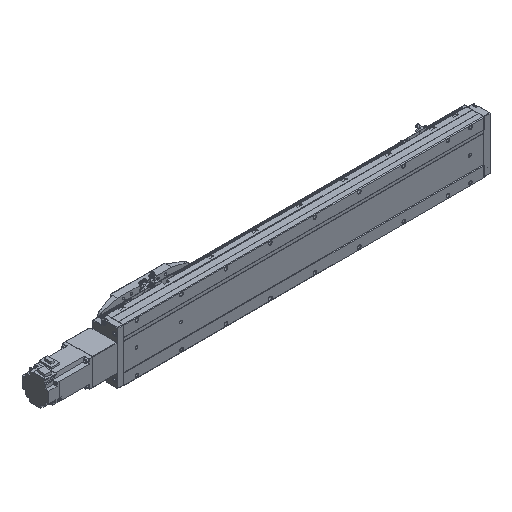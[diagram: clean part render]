
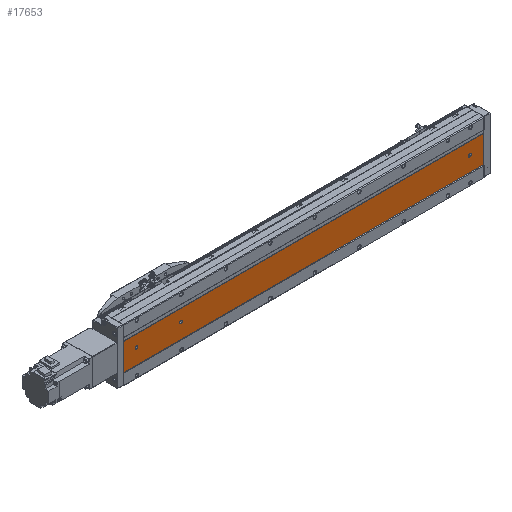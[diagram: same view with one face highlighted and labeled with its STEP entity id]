
A CAD part, isometric view. The second image highlights one B-rep face of the part: STEP entity #17653.
In plain terms, the highlighted planar face has unit normal (0, -1, 0).
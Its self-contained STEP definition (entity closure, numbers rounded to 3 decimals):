
#375 = EDGE_CURVE ( 'NONE', #11035, #18517, #3277, .T. ) ;
#473 = CARTESIAN_POINT ( 'NONE',  ( 130., 1., 0. ) ) ;
#748 = EDGE_CURVE ( 'NONE', #5051, #11035, #1610, .T. ) ;
#1610 = CIRCLE ( 'NONE', #19147, 3. ) ;
#1827 = VERTEX_POINT ( 'NONE', #25338 ) ;
#2213 = CARTESIAN_POINT ( 'NONE',  ( 130., 1., 0. ) ) ;
#2312 = DIRECTION ( 'NONE',  ( 0., -1., 0. ) ) ;
#2318 = AXIS2_PLACEMENT_3D ( 'NONE', #2213, #5429, #19389 ) ;
#2323 = EDGE_CURVE ( 'NONE', #33816, #12505, #44682, .T. ) ;
#2385 = LINE ( 'NONE', #23185, #18099 ) ;
#2549 = CARTESIAN_POINT ( 'NONE',  ( 781., 1., 0. ) ) ;
#2665 = PLANE ( 'NONE',  #42884 ) ;
#3277 = LINE ( 'NONE', #23855, #39887 ) ;
#4810 = EDGE_CURVE ( 'NONE', #32277, #1827, #2385, .T. ) ;
#4946 = ORIENTED_EDGE ( 'NONE', *, *, #2323, .F. ) ;
#5051 = VERTEX_POINT ( 'NONE', #22244 ) ;
#5429 = DIRECTION ( 'NONE',  ( 0., -1., 0. ) ) ;
#6109 = LINE ( 'NONE', #30561, #20613 ) ;
#6325 = ORIENTED_EDGE ( 'NONE', *, *, #6762, .F. ) ;
#6469 = DIRECTION ( 'NONE',  ( -1., 0., 0. ) ) ;
#6762 = EDGE_CURVE ( 'NONE', #1827, #7942, #42054, .T. ) ;
#6872 = CARTESIAN_POINT ( 'NONE',  ( 30., 1., 0. ) ) ;
#7942 = VERTEX_POINT ( 'NONE', #10119 ) ;
#7964 = ORIENTED_EDGE ( 'NONE', *, *, #25256, .F. ) ;
#8864 = CIRCLE ( 'NONE', #22731, 3. ) ;
#9989 = DIRECTION ( 'NONE',  ( 1., 0., 0. ) ) ;
#10079 = DIRECTION ( 'NONE',  ( 0., 0., 1. ) ) ;
#10119 = CARTESIAN_POINT ( 'NONE',  ( 0., 1., -34. ) ) ;
#10330 = ORIENTED_EDGE ( 'NONE', *, *, #38271, .T. ) ;
#10521 = DIRECTION ( 'NONE',  ( -1., 0., 0. ) ) ;
#10772 = DIRECTION ( 'NONE',  ( 0., -1., 0. ) ) ;
#10868 = ORIENTED_EDGE ( 'NONE', *, *, #748, .F. ) ;
#11035 = VERTEX_POINT ( 'NONE', #28575 ) ;
#11145 = VECTOR ( 'NONE', #26836, 1000. ) ;
#11581 = CARTESIAN_POINT ( 'NONE',  ( 0., 1., 26.542 ) ) ;
#11661 = ORIENTED_EDGE ( 'NONE', *, *, #36200, .F. ) ;
#12022 = LINE ( 'NONE', #11581, #44587 ) ;
#12505 = VERTEX_POINT ( 'NONE', #16890 ) ;
#12698 = DIRECTION ( 'NONE',  ( 0., -1., 0. ) ) ;
#12744 = DIRECTION ( 'NONE',  ( 1., 0., 0. ) ) ;
#13349 = LINE ( 'NONE', #44430, #11145 ) ;
#14012 = CIRCLE ( 'NONE', #2318, 3. ) ;
#14516 = CARTESIAN_POINT ( 'NONE',  ( 811., 1., 26.542 ) ) ;
#14651 = DIRECTION ( 'NONE',  ( 0., -1., 0. ) ) ;
#15526 = CIRCLE ( 'NONE', #43990, 3. ) ;
#15727 = DIRECTION ( 'NONE',  ( 0., 1., 0. ) ) ;
#16268 = ORIENTED_EDGE ( 'NONE', *, *, #26113, .F. ) ;
#16890 = CARTESIAN_POINT ( 'NONE',  ( 30., 1., -3. ) ) ;
#17382 = CARTESIAN_POINT ( 'NONE',  ( 811., 1., -34. ) ) ;
#17653 = ADVANCED_FACE ( 'NONE', ( #19141, #44037, #33078, #22790 ), #2665, .F. ) ;
#18099 = VECTOR ( 'NONE', #26380, 1000. ) ;
#18321 = CIRCLE ( 'NONE', #43860, 3. ) ;
#18517 = VERTEX_POINT ( 'NONE', #20109 ) ;
#19141 = FACE_OUTER_BOUND ( 'NONE', #41013, .T. ) ;
#19147 = AXIS2_PLACEMENT_3D ( 'NONE', #2549, #2312, #10079 ) ;
#19389 = DIRECTION ( 'NONE',  ( 0., 0., 1. ) ) ;
#19530 = ORIENTED_EDGE ( 'NONE', *, *, #4810, .F. ) ;
#19806 = CARTESIAN_POINT ( 'NONE',  ( 811., 1., 26.542 ) ) ;
#20109 = CARTESIAN_POINT ( 'NONE',  ( 779., 1., 3. ) ) ;
#20613 = VECTOR ( 'NONE', #9989, 1000. ) ;
#20960 = EDGE_CURVE ( 'NONE', #12505, #33816, #15526, .T. ) ;
#21240 = VERTEX_POINT ( 'NONE', #35017 ) ;
#21417 = VERTEX_POINT ( 'NONE', #22428 ) ;
#22244 = CARTESIAN_POINT ( 'NONE',  ( 781., 1., -3. ) ) ;
#22261 = DIRECTION ( 'NONE',  ( 0., 0., 1. ) ) ;
#22428 = CARTESIAN_POINT ( 'NONE',  ( 779., 1., -3. ) ) ;
#22521 = DIRECTION ( 'NONE',  ( 0., 0., 1. ) ) ;
#22539 = ORIENTED_EDGE ( 'NONE', *, *, #33231, .F. ) ;
#22731 = AXIS2_PLACEMENT_3D ( 'NONE', #29607, #12698, #22521 ) ;
#22790 = FACE_BOUND ( 'NONE', #38451, .T. ) ;
#22834 = EDGE_LOOP ( 'NONE', ( #36401, #4946 ) ) ;
#23185 = CARTESIAN_POINT ( 'NONE',  ( 811., 1., 26.542 ) ) ;
#23855 = CARTESIAN_POINT ( 'NONE',  ( 811., 1., 3. ) ) ;
#25109 = EDGE_CURVE ( 'NONE', #37500, #7942, #12022, .T. ) ;
#25256 = EDGE_CURVE ( 'NONE', #18517, #21417, #8864, .T. ) ;
#25338 = CARTESIAN_POINT ( 'NONE',  ( 811., 1., -34. ) ) ;
#25584 = ORIENTED_EDGE ( 'NONE', *, *, #25109, .T. ) ;
#25921 = DIRECTION ( 'NONE',  ( 0., -1., 0. ) ) ;
#26113 = EDGE_CURVE ( 'NONE', #21417, #5051, #6109, .T. ) ;
#26380 = DIRECTION ( 'NONE',  ( 0., 0., -1. ) ) ;
#26836 = DIRECTION ( 'NONE',  ( -1., 0., 0. ) ) ;
#27895 = DIRECTION ( 'NONE',  ( 0., 0., 1. ) ) ;
#28575 = CARTESIAN_POINT ( 'NONE',  ( 781., 1., 3. ) ) ;
#29159 = DIRECTION ( 'NONE',  ( 0., 0., -1. ) ) ;
#29607 = CARTESIAN_POINT ( 'NONE',  ( 779., 1., 0. ) ) ;
#30561 = CARTESIAN_POINT ( 'NONE',  ( 811., 1., -3. ) ) ;
#32277 = VERTEX_POINT ( 'NONE', #14516 ) ;
#33078 = FACE_BOUND ( 'NONE', #39310, .T. ) ;
#33231 = EDGE_CURVE ( 'NONE', #21240, #45148, #18321, .T. ) ;
#33816 = VERTEX_POINT ( 'NONE', #39709 ) ;
#35017 = CARTESIAN_POINT ( 'NONE',  ( 130., 1., 3. ) ) ;
#35210 = DIRECTION ( 'NONE',  ( 0., 0., 1. ) ) ;
#36200 = EDGE_CURVE ( 'NONE', #45148, #21240, #14012, .T. ) ;
#36401 = ORIENTED_EDGE ( 'NONE', *, *, #20960, .F. ) ;
#37500 = VERTEX_POINT ( 'NONE', #41556 ) ;
#38271 = EDGE_CURVE ( 'NONE', #32277, #37500, #13349, .T. ) ;
#38451 = EDGE_LOOP ( 'NONE', ( #16268, #7964, #40397, #10868 ) ) ;
#38854 = AXIS2_PLACEMENT_3D ( 'NONE', #6872, #10772, #27895 ) ;
#39310 = EDGE_LOOP ( 'NONE', ( #11661, #22539 ) ) ;
#39709 = CARTESIAN_POINT ( 'NONE',  ( 30., 1., 3. ) ) ;
#39887 = VECTOR ( 'NONE', #6469, 1000. ) ;
#40397 = ORIENTED_EDGE ( 'NONE', *, *, #375, .F. ) ;
#41013 = EDGE_LOOP ( 'NONE', ( #25584, #6325, #19530, #10330 ) ) ;
#41367 = VECTOR ( 'NONE', #10521, 1000. ) ;
#41556 = CARTESIAN_POINT ( 'NONE',  ( 0., 1., 26.542 ) ) ;
#42054 = LINE ( 'NONE', #17382, #41367 ) ;
#42637 = CARTESIAN_POINT ( 'NONE',  ( 130., 1., -3. ) ) ;
#42884 = AXIS2_PLACEMENT_3D ( 'NONE', #19806, #15727, #12744 ) ;
#43723 = CARTESIAN_POINT ( 'NONE',  ( 30., 1., 0. ) ) ;
#43860 = AXIS2_PLACEMENT_3D ( 'NONE', #473, #14651, #35210 ) ;
#43990 = AXIS2_PLACEMENT_3D ( 'NONE', #43723, #25921, #22261 ) ;
#44037 = FACE_BOUND ( 'NONE', #22834, .T. ) ;
#44430 = CARTESIAN_POINT ( 'NONE',  ( 811., 1., 26.542 ) ) ;
#44587 = VECTOR ( 'NONE', #29159, 1000. ) ;
#44682 = CIRCLE ( 'NONE', #38854, 3. ) ;
#45148 = VERTEX_POINT ( 'NONE', #42637 ) ;
